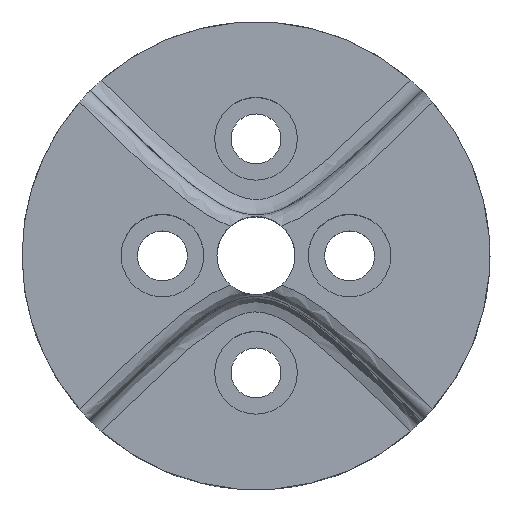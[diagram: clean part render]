
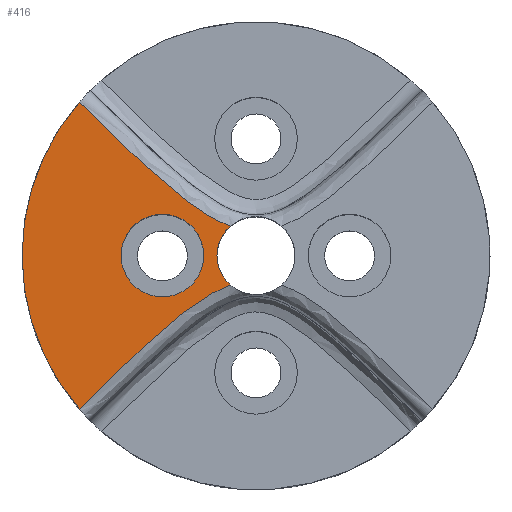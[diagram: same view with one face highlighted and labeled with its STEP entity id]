
A CAD part, top view. The second image highlights one B-rep face of the part: STEP entity #416.
In plain terms, the highlighted planar face has unit normal (0, 0, 1).
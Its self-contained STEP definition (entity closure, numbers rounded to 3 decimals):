
#51=FACE_BOUND('',#131,.T.);
#66=CIRCLE('',#457,2.5);
#67=CIRCLE('',#458,2.5);
#68=CIRCLE('',#459,15.);
#69=CIRCLE('',#460,15.);
#70=CIRCLE('',#461,2.65);
#90=PLANE('',#456);
#103=FACE_OUTER_BOUND('',#130,.T.);
#130=EDGE_LOOP('',(#308,#309,#310,#311,#312,#313));
#131=EDGE_LOOP('',(#314));
#169=B_SPLINE_CURVE_WITH_KNOTS('',3,(#1141,#1142,#1143,#1144,#1145,#1146,
#1147,#1148,#1149),.UNSPECIFIED.,.F.,.F.,(4,1,1,1,1,1,4),(-1.265,
-1.227,-1.125,-1.023,-0.818,
-0.409,-0.004),.UNSPECIFIED.);
#176=B_SPLINE_CURVE_WITH_KNOTS('',3,(#1326,#1327,#1328,#1329,#1330,#1331,
#1332,#1333),.UNSPECIFIED.,.F.,.F.,(4,1,1,1,1,4),(-2.86,-2.455,
-2.045,-1.841,-1.636,-1.599),
 .UNSPECIFIED.);
#195=VERTEX_POINT('',#1109);
#196=VERTEX_POINT('',#1140);
#200=VERTEX_POINT('',#1321);
#201=VERTEX_POINT('',#1323);
#202=VERTEX_POINT('',#1325);
#203=VERTEX_POINT('',#1334);
#204=VERTEX_POINT('',#1337);
#237=EDGE_CURVE('',#195,#196,#169,.T.);
#244=EDGE_CURVE('',#195,#200,#66,.T.);
#245=EDGE_CURVE('',#200,#201,#67,.T.);
#246=EDGE_CURVE('',#202,#201,#176,.T.);
#247=EDGE_CURVE('',#202,#203,#68,.T.);
#248=EDGE_CURVE('',#203,#196,#69,.T.);
#249=EDGE_CURVE('',#204,#204,#70,.T.);
#308=ORIENTED_EDGE('',*,*,#237,.F.);
#309=ORIENTED_EDGE('',*,*,#244,.T.);
#310=ORIENTED_EDGE('',*,*,#245,.T.);
#311=ORIENTED_EDGE('',*,*,#246,.F.);
#312=ORIENTED_EDGE('',*,*,#247,.T.);
#313=ORIENTED_EDGE('',*,*,#248,.T.);
#314=ORIENTED_EDGE('',*,*,#249,.T.);
#416=ADVANCED_FACE('',(#103,#51),#90,.T.);
#456=AXIS2_PLACEMENT_3D('',#1320,#512,#513);
#457=AXIS2_PLACEMENT_3D('',#1322,#514,#515);
#458=AXIS2_PLACEMENT_3D('',#1324,#516,#517);
#459=AXIS2_PLACEMENT_3D('',#1335,#518,#519);
#460=AXIS2_PLACEMENT_3D('',#1336,#520,#521);
#461=AXIS2_PLACEMENT_3D('',#1338,#522,#523);
#512=DIRECTION('center_axis',(0.,0.,1.));
#513=DIRECTION('ref_axis',(-1.,0.,0.));
#514=DIRECTION('center_axis',(0.,0.,-1.));
#515=DIRECTION('ref_axis',(-1.,0.,0.));
#516=DIRECTION('center_axis',(0.,0.,-1.));
#517=DIRECTION('ref_axis',(-1.,0.,0.));
#518=DIRECTION('center_axis',(0.,0.,1.));
#519=DIRECTION('ref_axis',(-1.,0.,0.));
#520=DIRECTION('center_axis',(0.,0.,1.));
#521=DIRECTION('ref_axis',(-1.,0.,0.));
#522=DIRECTION('center_axis',(0.,0.,-1.));
#523=DIRECTION('ref_axis',(-1.,0.,0.));
#1109=CARTESIAN_POINT('',(-1.637,-1.889,17.));
#1140=CARTESIAN_POINT('',(-11.323,-9.838,17.));
#1141=CARTESIAN_POINT('Ctrl Pts',(-1.637,-1.89,17.));
#1142=CARTESIAN_POINT('Ctrl Pts',(-1.756,-1.931,17.));
#1143=CARTESIAN_POINT('Ctrl Pts',(-2.194,-2.097,17.));
#1144=CARTESIAN_POINT('Ctrl Pts',(-2.913,-2.461,17.));
#1145=CARTESIAN_POINT('Ctrl Pts',(-4.064,-3.195,17.));
#1146=CARTESIAN_POINT('Ctrl Pts',(-5.942,-4.672,17.));
#1147=CARTESIAN_POINT('Ctrl Pts',(-8.434,-6.981,17.));
#1148=CARTESIAN_POINT('Ctrl Pts',(-10.367,-8.883,17.));
#1149=CARTESIAN_POINT('Ctrl Pts',(-11.323,-9.838,17.));
#1320=CARTESIAN_POINT('Origin',(0.,0.,17.));
#1321=CARTESIAN_POINT('',(-2.5,0.,17.));
#1322=CARTESIAN_POINT('Origin',(0.,0.,17.));
#1323=CARTESIAN_POINT('',(-1.637,1.889,17.));
#1324=CARTESIAN_POINT('Origin',(0.,0.,17.));
#1325=CARTESIAN_POINT('',(-11.323,9.838,17.));
#1326=CARTESIAN_POINT('Ctrl Pts',(-11.323,9.838,17.));
#1327=CARTESIAN_POINT('Ctrl Pts',(-10.367,8.883,17.));
#1328=CARTESIAN_POINT('Ctrl Pts',(-8.434,6.98,17.));
#1329=CARTESIAN_POINT('Ctrl Pts',(-5.944,4.671,17.));
#1330=CARTESIAN_POINT('Ctrl Pts',(-3.793,2.987,17.));
#1331=CARTESIAN_POINT('Ctrl Pts',(-2.514,2.218,17.));
#1332=CARTESIAN_POINT('Ctrl Pts',(-1.756,1.933,17.));
#1333=CARTESIAN_POINT('Ctrl Pts',(-1.636,1.892,17.));
#1334=CARTESIAN_POINT('',(-15.,0.,17.));
#1335=CARTESIAN_POINT('Origin',(0.,0.,17.));
#1336=CARTESIAN_POINT('Origin',(0.,0.,17.));
#1337=CARTESIAN_POINT('',(-3.35,0.,17.));
#1338=CARTESIAN_POINT('Origin',(-6.,0.,17.));
